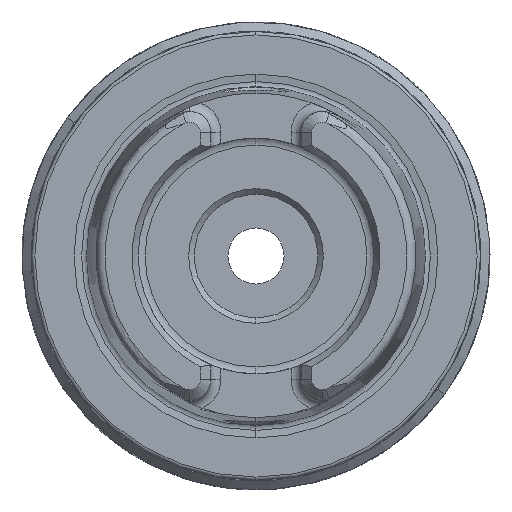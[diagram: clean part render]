
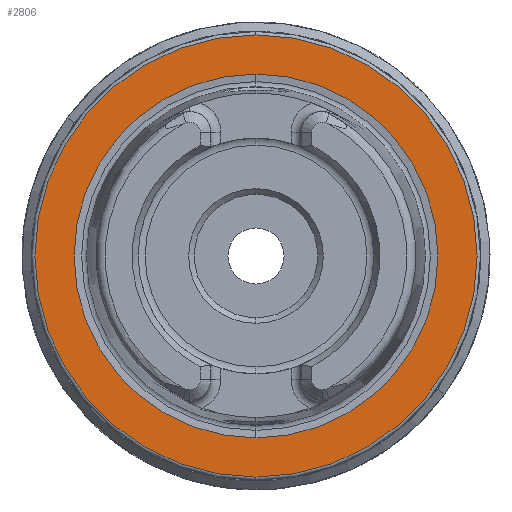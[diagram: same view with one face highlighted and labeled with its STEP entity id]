
A CAD part, left-side view. The second image highlights one B-rep face of the part: STEP entity #2806.
In plain terms, the highlighted planar face has unit normal (-1, 0, 0).
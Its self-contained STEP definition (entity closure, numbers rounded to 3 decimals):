
#6 = CARTESIAN_POINT ( 'NONE',  ( 0., 0., 0. ) ) ;
#23 = CARTESIAN_POINT ( 'NONE',  ( 0., 0., -16.207 ) ) ;
#288 = CIRCLE ( 'NONE', #4740, 16.207 ) ;
#314 = CARTESIAN_POINT ( 'NONE',  ( 0., 0., -19.7 ) ) ;
#724 = DIRECTION ( 'NONE',  ( -1., 0., 0. ) ) ;
#791 = DIRECTION ( 'NONE',  ( 0., 0., 1. ) ) ;
#1242 = AXIS2_PLACEMENT_3D ( 'NONE', #5123, #724, #5885 ) ;
#1487 = CARTESIAN_POINT ( 'NONE',  ( 0., 19.7, 0. ) ) ;
#1614 = PLANE ( 'NONE',  #3485 ) ;
#1680 = DIRECTION ( 'NONE',  ( 1., 0., 0. ) ) ;
#1691 = DIRECTION ( 'NONE',  ( 0., 0., -1. ) ) ;
#1726 = VERTEX_POINT ( 'NONE', #23 ) ;
#1918 = CARTESIAN_POINT ( 'NONE',  ( 0., 0., 0. ) ) ;
#2684 = DIRECTION ( 'NONE',  ( 0., 0., 1. ) ) ;
#2806 = ADVANCED_FACE ( 'NONE', ( #4946, #8420 ), #1614, .F. ) ;
#3340 = VERTEX_POINT ( 'NONE', #5963 ) ;
#3434 = CARTESIAN_POINT ( 'NONE',  ( 0., 0., 19.7 ) ) ;
#3485 = AXIS2_PLACEMENT_3D ( 'NONE', #1487, #1680, #1691 ) ;
#3570 = CARTESIAN_POINT ( 'NONE',  ( 0., 0., 0. ) ) ;
#3618 = ORIENTED_EDGE ( 'NONE', *, *, #9675, .F. ) ;
#3850 = EDGE_CURVE ( 'NONE', #9294, #4288, #8643, .T. ) ;
#4286 = DIRECTION ( 'NONE',  ( 0., 0., 1. ) ) ;
#4288 = VERTEX_POINT ( 'NONE', #3434 ) ;
#4524 = ORIENTED_EDGE ( 'NONE', *, *, #8452, .F. ) ;
#4740 = AXIS2_PLACEMENT_3D ( 'NONE', #1918, #7202, #2684 ) ;
#4946 = FACE_BOUND ( 'NONE', #9410, .T. ) ;
#5123 = CARTESIAN_POINT ( 'NONE',  ( 0., 0., 0. ) ) ;
#5191 = DIRECTION ( 'NONE',  ( -1., 0., 0. ) ) ;
#5885 = DIRECTION ( 'NONE',  ( 0., 0., 1. ) ) ;
#5906 = AXIS2_PLACEMENT_3D ( 'NONE', #3570, #8877, #4286 ) ;
#5963 = CARTESIAN_POINT ( 'NONE',  ( 0., 0., 16.207 ) ) ;
#6126 = ORIENTED_EDGE ( 'NONE', *, *, #3850, .T. ) ;
#6380 = ORIENTED_EDGE ( 'NONE', *, *, #6946, .T. ) ;
#6946 = EDGE_CURVE ( 'NONE', #4288, #9294, #6999, .T. ) ;
#6999 = CIRCLE ( 'NONE', #1242, 19.7 ) ;
#7202 = DIRECTION ( 'NONE',  ( -1., 0., 0. ) ) ;
#7302 = CIRCLE ( 'NONE', #8592, 16.207 ) ;
#8420 = FACE_OUTER_BOUND ( 'NONE', #9464, .T. ) ;
#8452 = EDGE_CURVE ( 'NONE', #3340, #1726, #288, .T. ) ;
#8592 = AXIS2_PLACEMENT_3D ( 'NONE', #6, #5191, #791 ) ;
#8643 = CIRCLE ( 'NONE', #5906, 19.7 ) ;
#8877 = DIRECTION ( 'NONE',  ( -1., 0., 0. ) ) ;
#9294 = VERTEX_POINT ( 'NONE', #314 ) ;
#9410 = EDGE_LOOP ( 'NONE', ( #4524, #3618 ) ) ;
#9464 = EDGE_LOOP ( 'NONE', ( #6380, #6126 ) ) ;
#9675 = EDGE_CURVE ( 'NONE', #1726, #3340, #7302, .T. ) ;
